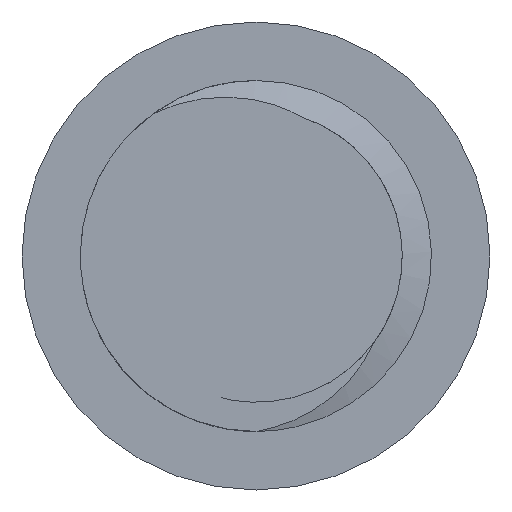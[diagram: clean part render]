
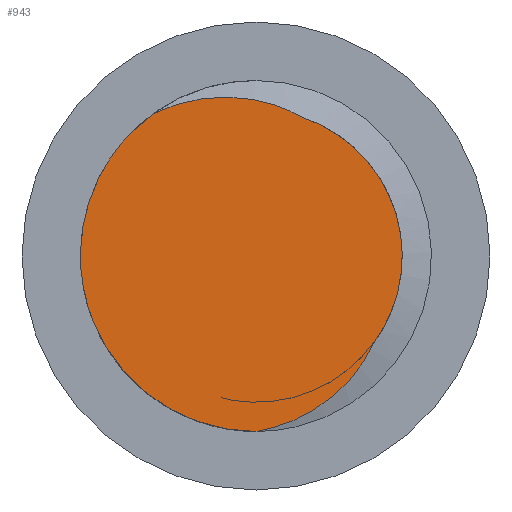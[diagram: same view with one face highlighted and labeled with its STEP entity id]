
A CAD part, left-side view. The second image highlights one B-rep face of the part: STEP entity #943.
In plain terms, the highlighted planar face has unit normal (-1, 0, 0).
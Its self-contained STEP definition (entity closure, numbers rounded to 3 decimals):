
#27 = AXIS2_PLACEMENT_3D ( 'NONE', #364, #1576, #1452 ) ;
#44 = CARTESIAN_POINT ( 'NONE',  ( -27., 2.741, 1.23 ) ) ;
#74 = CARTESIAN_POINT ( 'NONE',  ( -27., 0.318, -3. ) ) ;
#79 = CARTESIAN_POINT ( 'NONE',  ( -27., 0., -3. ) ) ;
#81 = CARTESIAN_POINT ( 'NONE',  ( -27., -0.834, -2.728 ) ) ;
#165 = CARTESIAN_POINT ( 'NONE',  ( -27., 1.639, -2.518 ) ) ;
#170 = CARTESIAN_POINT ( 'NONE',  ( -27., 2.515, 1.644 ) ) ;
#209 = ORIENTED_EDGE ( 'NONE', *, *, #951, .F. ) ;
#215 = CARTESIAN_POINT ( 'NONE',  ( -27., -0.22, -2.963 ) ) ;
#221 = CARTESIAN_POINT ( 'NONE',  ( -27., 1.554, 2.53 ) ) ;
#222 = CARTESIAN_POINT ( 'NONE',  ( -27., -2.508, 0.007 ) ) ;
#229 = CARTESIAN_POINT ( 'NONE',  ( -27., -0.43, -2.901 ) ) ;
#293 = FACE_OUTER_BOUND ( 'NONE', #938, .T. ) ;
#295 = CARTESIAN_POINT ( 'NONE',  ( -27., 2.802, 1.082 ) ) ;
#302 = CARTESIAN_POINT ( 'NONE',  ( -27., 2.746, -1.219 ) ) ;
#364 = CARTESIAN_POINT ( 'NONE',  ( -27., 0., 0. ) ) ;
#368 = CARTESIAN_POINT ( 'NONE',  ( -27., 1.755, 2.433 ) ) ;
#370 = PLANE ( 'NONE',  #27 ) ;
#377 = CARTESIAN_POINT ( 'NONE',  ( -27., -1.542, -2.195 ) ) ;
#438 = ORIENTED_EDGE ( 'NONE', *, *, #602, .T. ) ;
#472 = CARTESIAN_POINT ( 'NONE',  ( -27., 1.077, -2.805 ) ) ;
#494 = CARTESIAN_POINT ( 'NONE',  ( -27., -0.586, 2.488 ) ) ;
#501 = CARTESIAN_POINT ( 'NONE',  ( -27., -2.387, -0.767 ) ) ;
#565 = CARTESIAN_POINT ( 'NONE',  ( -27., 2.522, -1.633 ) ) ;
#571 = VERTEX_POINT ( 'NONE', #1503 ) ;
#602 = EDGE_CURVE ( 'NONE', #1353, #1305, #1068, .T. ) ;
#625 = CARTESIAN_POINT ( 'NONE',  ( -27., -1.907, 1.628 ) ) ;
#632 = CARTESIAN_POINT ( 'NONE',  ( -27., -2.238, -1.13 ) ) ;
#636 = CARTESIAN_POINT ( 'NONE',  ( -27., 0.699, 2.719 ) ) ;
#643 = CARTESIAN_POINT ( 'NONE',  ( -27., -2.028, -1.461 ) ) ;
#699 = CARTESIAN_POINT ( 'NONE',  ( -27., 1.755, 2.433 ) ) ;
#758 = CARTESIAN_POINT ( 'NONE',  ( -27., 0.921, 2.696 ) ) ;
#767 = CARTESIAN_POINT ( 'NONE',  ( -27., -2.44, -0.577 ) ) ;
#826 = CARTESIAN_POINT ( 'NONE',  ( -27., 3.001, -0.313 ) ) ;
#832 = B_SPLINE_CURVE_WITH_KNOTS ( 'NONE', 3,
 ( #368, #221, #1297, #758, #636, #1155, #885, #1422, #494, #1169 ),
 .UNSPECIFIED., .F., .F.,
 ( 4, 2, 2, 2, 4 ),
 ( 0., 0.001, 0.001, 0.002, 0.003 ),
 .UNSPECIFIED. ) ;
#834 = CARTESIAN_POINT ( 'NONE',  ( -27., 2.018, -2.242 ) ) ;
#878 = ORIENTED_EDGE ( 'NONE', *, *, #1313, .F. ) ;
#879 = CARTESIAN_POINT ( 'NONE',  ( -27., -1.938, -1.666 ) ) ;
#885 = CARTESIAN_POINT ( 'NONE',  ( -27., 0.044, 2.685 ) ) ;
#887 = CARTESIAN_POINT ( 'NONE',  ( -27., -1.381, -2.35 ) ) ;
#891 = CARTESIAN_POINT ( 'NONE',  ( -27., -1.494, 2.042 ) ) ;
#938 = EDGE_LOOP ( 'NONE', ( #1290, #209, #878, #438 ) ) ;
#943 = ADVANCED_FACE ( 'NONE', ( #293 ), #370, .T. ) ;
#951 = EDGE_CURVE ( 'NONE', #571, #1416, #1204, .T. ) ;
#977 = CARTESIAN_POINT ( 'NONE',  ( -27., 2.807, -1.071 ) ) ;
#995 = CARTESIAN_POINT ( 'NONE',  ( -27., 0., -3. ) ) ;
#996 = EDGE_CURVE ( 'NONE', #1416, #1305, #1257, .T. ) ;
#999 = CARTESIAN_POINT ( 'NONE',  ( -27., 0.628, -2.951 ) ) ;
#1022 = CARTESIAN_POINT ( 'NONE',  ( -27., -1.82, -1.852 ) ) ;
#1031 = CARTESIAN_POINT ( 'NONE',  ( -27., -2.476, 0.396 ) ) ;
#1068 = B_SPLINE_CURVE_WITH_KNOTS ( 'NONE', 3,
 ( #699, #1239, #1646, #170, #1098, #44, #295, #1371, #1634, #826, #1106, #977, #302, #1374, #565, #1640, #834, #165, #1543, #1142, #472, #999, #74, #995 ),
 .UNSPECIFIED., .F., .F.,
 ( 4, 2, 2, 2, 2, 2, 2, 2, 2, 2, 2, 4 ),
 ( 0.1, 0.15, 0.175, 0.2, 0.25, 0.3, 0.325, 0.35, 0.4, 0.425, 0.45, 0.5 ),
 .UNSPECIFIED. ) ;
#1098 = CARTESIAN_POINT ( 'NONE',  ( -27., 2.597, 1.511 ) ) ;
#1106 = CARTESIAN_POINT ( 'NONE',  ( -27., 2.952, -0.622 ) ) ;
#1142 = CARTESIAN_POINT ( 'NONE',  ( -27., 1.225, -2.743 ) ) ;
#1155 = CARTESIAN_POINT ( 'NONE',  ( -27., 0.262, 2.712 ) ) ;
#1156 = CARTESIAN_POINT ( 'NONE',  ( -27., -1.029, -2.615 ) ) ;
#1162 = CARTESIAN_POINT ( 'NONE',  ( -27., -2.316, 0.961 ) ) ;
#1169 = CARTESIAN_POINT ( 'NONE',  ( -27., -0.777, 2.376 ) ) ;
#1204 = B_SPLINE_CURVE_WITH_KNOTS ( 'NONE', 3,
 ( #1710, #1443, #891, #625, #1565, #1431, #1162, #1699, #1031, #222, #1303, #767, #501, #632, #1559, #1570 ),
 .UNSPECIFIED., .F., .F.,
 ( 4, 2, 2, 2, 2, 2, 2, 4 ),
 ( 0., 0.001, 0.002, 0.002, 0.003, 0.004, 0.004, 0.005 ),
 .UNSPECIFIED. ) ;
#1239 = CARTESIAN_POINT ( 'NONE',  ( -27., 2.009, 2.25 ) ) ;
#1257 = B_SPLINE_CURVE_WITH_KNOTS ( 'NONE', 3,
 ( #643, #879, #1022, #377, #887, #1156, #81, #229, #215, #1316 ),
 .UNSPECIFIED., .F., .F.,
 ( 4, 2, 2, 2, 4 ),
 ( 0., 0.001, 0.001, 0.002, 0.003 ),
 .UNSPECIFIED. ) ;
#1290 = ORIENTED_EDGE ( 'NONE', *, *, #996, .F. ) ;
#1297 = CARTESIAN_POINT ( 'NONE',  ( -27., 1.348, 2.602 ) ) ;
#1303 = CARTESIAN_POINT ( 'NONE',  ( -27., -2.5, -0.192 ) ) ;
#1305 = VERTEX_POINT ( 'NONE', #79 ) ;
#1313 = EDGE_CURVE ( 'NONE', #1353, #571, #832, .T. ) ;
#1316 = CARTESIAN_POINT ( 'NONE',  ( -27., 0., -3. ) ) ;
#1353 = VERTEX_POINT ( 'NONE', #1442 ) ;
#1371 = CARTESIAN_POINT ( 'NONE',  ( -27., 2.95, 0.634 ) ) ;
#1374 = CARTESIAN_POINT ( 'NONE',  ( -27., 2.603, -1.5 ) ) ;
#1416 = VERTEX_POINT ( 'NONE', #1522 ) ;
#1422 = CARTESIAN_POINT ( 'NONE',  ( -27., -0.383, 2.572 ) ) ;
#1431 = CARTESIAN_POINT ( 'NONE',  ( -27., -2.234, 1.139 ) ) ;
#1442 = CARTESIAN_POINT ( 'NONE',  ( -27., 1.755, 2.433 ) ) ;
#1443 = CARTESIAN_POINT ( 'NONE',  ( -27., -1.152, 2.253 ) ) ;
#1452 = DIRECTION ( 'NONE',  ( 0., 0., 1. ) ) ;
#1503 = CARTESIAN_POINT ( 'NONE',  ( -27., -0.777, 2.376 ) ) ;
#1522 = CARTESIAN_POINT ( 'NONE',  ( -27., -2.028, -1.461 ) ) ;
#1543 = CARTESIAN_POINT ( 'NONE',  ( -27., 1.505, -2.6 ) ) ;
#1559 = CARTESIAN_POINT ( 'NONE',  ( -27., -2.144, -1.301 ) ) ;
#1565 = CARTESIAN_POINT ( 'NONE',  ( -27., -2.03, 1.472 ) ) ;
#1570 = CARTESIAN_POINT ( 'NONE',  ( -27., -2.028, -1.461 ) ) ;
#1576 = DIRECTION ( 'NONE',  ( -1., 0., 0. ) ) ;
#1634 = CARTESIAN_POINT ( 'NONE',  ( -27., 2.999, 0.325 ) ) ;
#1640 = CARTESIAN_POINT ( 'NONE',  ( -27., 2.246, -2.013 ) ) ;
#1646 = CARTESIAN_POINT ( 'NONE',  ( -27., 2.238, 2.022 ) ) ;
#1699 = CARTESIAN_POINT ( 'NONE',  ( -27., -2.438, 0.587 ) ) ;
#1710 = CARTESIAN_POINT ( 'NONE',  ( -27., -0.777, 2.376 ) ) ;
